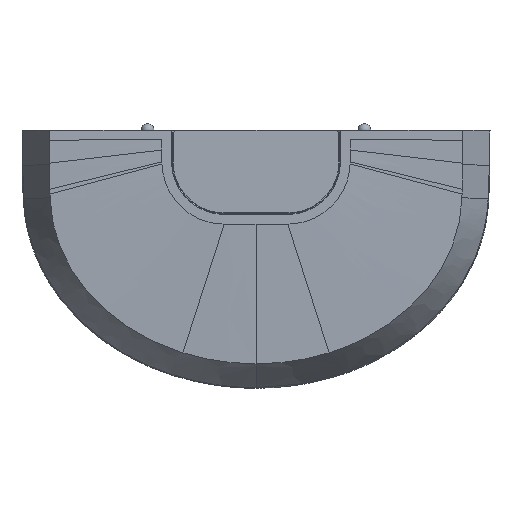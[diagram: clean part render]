
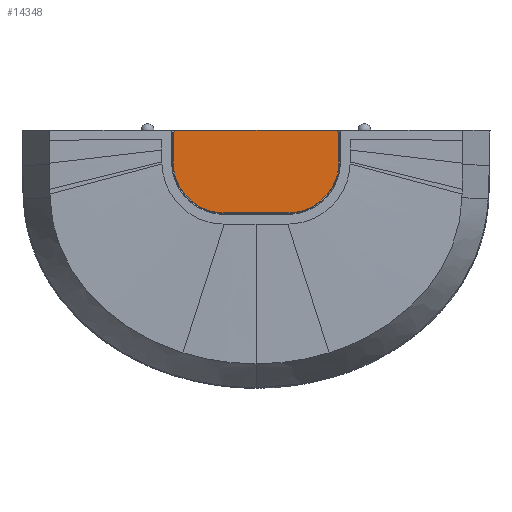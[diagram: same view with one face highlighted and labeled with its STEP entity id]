
A CAD part, top view. The second image highlights one B-rep face of the part: STEP entity #14348.
In plain terms, the highlighted planar face has unit normal (0, 0, 1).
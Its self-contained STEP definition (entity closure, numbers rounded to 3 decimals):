
#9253=CARTESIAN_POINT('',(10.,0.5,28.248));
#9254=DIRECTION('',(0.,0.,-1.));
#9255=DIRECTION('',(1.,0.,0.));
#9256=AXIS2_PLACEMENT_3D('',#9253,#9254,#9255);
#9258=CARTESIAN_POINT('',(-10.,0.5,28.248));
#9259=DIRECTION('',(0.,0.,-1.));
#9260=DIRECTION('',(0.,-1.,0.));
#9261=AXIS2_PLACEMENT_3D('',#9258,#9259,#9260);
#9263=CARTESIAN_POINT('',(-26.5,10.5,28.248));
#9264=DIRECTION('',(0.,0.,1.));
#9265=DIRECTION('',(0.483,-0.876,0.));
#9266=AXIS2_PLACEMENT_3D('',#9263,#9264,#9265);
#9268=DIRECTION('',(1.,0.,0.));
#9269=VECTOR('',#9268,51.);
#9270=CARTESIAN_POINT('',(-25.5,10.5,28.248));
#9271=LINE('',#9270,#9269);
#9272=CARTESIAN_POINT('',(26.5,10.5,28.248));
#9273=DIRECTION('',(0.,0.,1.));
#9274=DIRECTION('',(-1.,0.,0.));
#9275=AXIS2_PLACEMENT_3D('',#9272,#9273,#9274);
#9277=DIRECTION('',(0.,1.,0.));
#9278=VECTOR('',#9277,9.124);
#9279=CARTESIAN_POINT('',(26.017,0.5,28.248));
#9280=LINE('',#9279,#9278);
#9442=DIRECTION('',(0.,-1.,0.));
#9443=VECTOR('',#9442,9.124);
#9444=CARTESIAN_POINT('',(-26.017,9.624,28.248));
#9445=LINE('',#9444,#9443);
#9454=DIRECTION('',(1.,0.,0.));
#9455=VECTOR('',#9454,20.);
#9456=CARTESIAN_POINT('',(-10.,-15.517,
28.248));
#9457=LINE('',#9456,#9455);
#12345=CARTESIAN_POINT('',(25.5,10.5,28.248));
#12346=VERTEX_POINT('',#12345);
#12347=CARTESIAN_POINT('',(-25.5,10.5,28.248));
#12348=VERTEX_POINT('',#12347);
#12485=CARTESIAN_POINT('',(-26.017,9.624,
28.248));
#12486=VERTEX_POINT('',#12485);
#12489=CARTESIAN_POINT('',(26.017,0.5,
28.248));
#12490=CARTESIAN_POINT('',(26.017,9.624,28.248));
#12491=VERTEX_POINT('',#12489);
#12492=VERTEX_POINT('',#12490);
#12493=CARTESIAN_POINT('',(10.,-15.517,
28.248));
#12494=VERTEX_POINT('',#12493);
#12495=CARTESIAN_POINT('',(-10.,-15.517,
28.248));
#12496=VERTEX_POINT('',#12495);
#12497=CARTESIAN_POINT('',(-26.017,0.5,
28.248));
#12498=VERTEX_POINT('',#12497);
#14327=CARTESIAN_POINT('',(-25.,10.5,28.248));
#14328=DIRECTION('',(0.,0.,-1.));
#14329=DIRECTION('',(-1.,0.,0.));
#14330=AXIS2_PLACEMENT_3D('',#14327,#14328,#14329);
#14331=PLANE('',#14330);
#14333=ORIENTED_EDGE('',*,*,#14332,.F.);
#14335=ORIENTED_EDGE('',*,*,#14334,.T.);
#14337=ORIENTED_EDGE('',*,*,#14336,.F.);
#14339=ORIENTED_EDGE('',*,*,#14338,.T.);
#14341=ORIENTED_EDGE('',*,*,#14340,.F.);
#14342=ORIENTED_EDGE('',*,*,#14317,.T.);
#14343=ORIENTED_EDGE('',*,*,#13606,.T.);
#14345=ORIENTED_EDGE('',*,*,#14344,.T.);
#14346=EDGE_LOOP('',(#14333,#14335,#14337,#14339,#14341,#14342,#14343,#14345));
#14347=FACE_OUTER_BOUND('',#14346,.F.);
#14348=ADVANCED_FACE('',(#14347),#14331,.F.);
#9257=CIRCLE('',#9256,16.017);
#9262=CIRCLE('',#9261,16.017);
#9267=CIRCLE('',#9266,1.);
#9276=CIRCLE('',#9275,1.);
#13606=EDGE_CURVE('',#12348,#12346,#9271,.T.);
#14317=EDGE_CURVE('',#12486,#12348,#9267,.T.);
#14332=EDGE_CURVE('',#12491,#12492,#9280,.T.);
#14334=EDGE_CURVE('',#12491,#12494,#9257,.T.);
#14336=EDGE_CURVE('',#12496,#12494,#9457,.T.);
#14338=EDGE_CURVE('',#12496,#12498,#9262,.T.);
#14340=EDGE_CURVE('',#12486,#12498,#9445,.T.);
#14344=EDGE_CURVE('',#12346,#12492,#9276,.T.);
